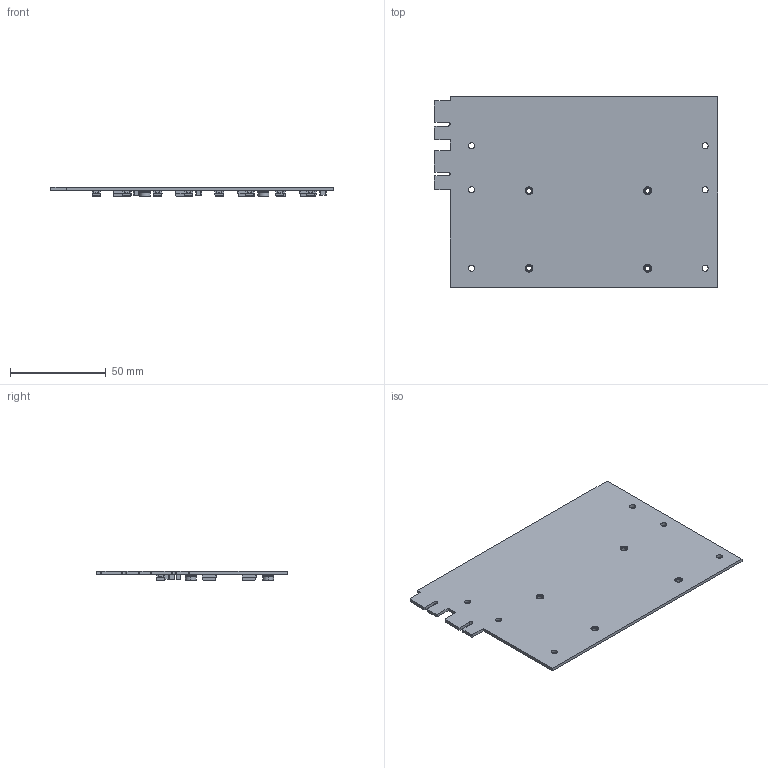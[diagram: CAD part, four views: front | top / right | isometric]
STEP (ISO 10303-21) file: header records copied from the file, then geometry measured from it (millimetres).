
FILE_DESCRIPTION(('KiCad electronic assembly'),'2;1');
FILE_NAME('EKO_Miner_BM1366 PCBonly.step','2024-05-13T23:30:16',( 'Pcbnew'),('Kicad'),'Open CASCADE STEP processor 7.7', 'KiCad to STEP converter','Unknown');
FILE_SCHEMA(('AUTOMOTIVE_DESIGN { 1 0 10303 214 1 1 1 1 }'));
Length unit declared in the file: millimetre
Products named in the file (8): EKO_Miner_BM1366 PCBonly 1; SMTSO-M3-3ET; 1; CP_EIA-7343-31_Kemet-D; CP_EIA_7343_31_Kemet_D; C_1210_3225Metric; EKO_Miner_BM1366-13xx_16-01A PCBonly_PCB
Assembly tree (44 placements, depth 3):
  EKO_Miner_BM1366 PCBonly 1
    SMTSO-M3-3ET  x4
      1
    CP_EIA-7343-31_Kemet-D  x20
      CP_EIA_7343_31_Kemet_D
    C_1210_3225Metric  x16
      C_1210_3225Metric
    EKO_Miner_BM1366-13xx_16-01A PCBonly_PCB
Bounding box: 148.4 x 99.75 x 4.88 mm (x, y, z)
Volume: 25043.1 mm3; surface area: 33453.9 mm2
Topology: 41 solids, 65 shells, 2024 faces, 5254 edges, 3452 vertices
Faces by surface type: plane 1428, cylinder 376, bspline 180, cone 32, torus 8
Full cylindrical faces by diameter (mm): 3.2 x6, 4.1 x4
Entity records: 11270 total; most frequent: CARTESIAN_POINT 2627, ORIENTED_EDGE 1390, DIRECTION 1383, EDGE_CURVE 695, LINE 563, VECTOR 563, VERTEX_POINT 456, AXIS2_PLACEMENT_3D 410
